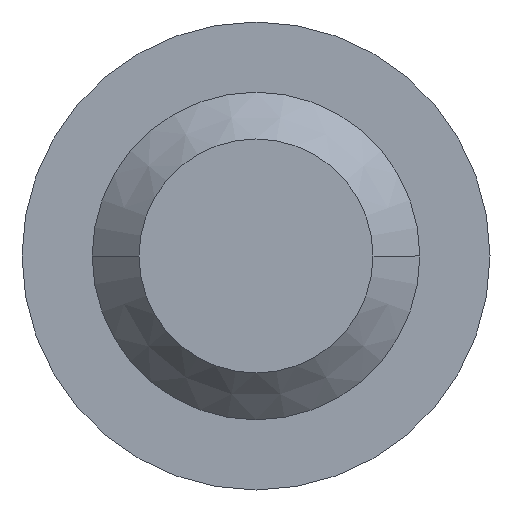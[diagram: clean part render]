
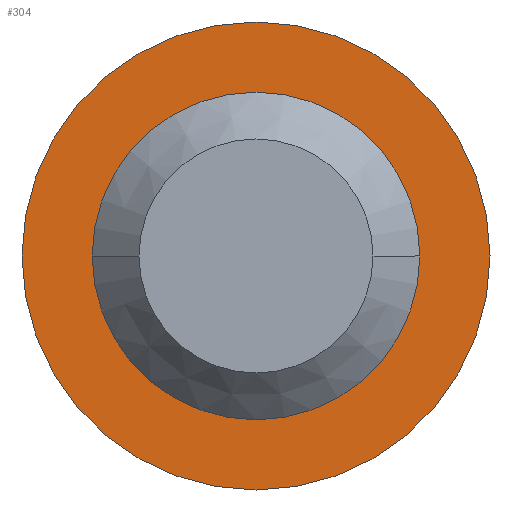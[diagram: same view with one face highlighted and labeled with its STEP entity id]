
A CAD part, left-side view. The second image highlights one B-rep face of the part: STEP entity #304.
In plain terms, the highlighted planar face has unit normal (-1, 0, 0).
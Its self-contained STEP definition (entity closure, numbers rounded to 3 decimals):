
#133=CARTESIAN_POINT('Vertex',(-20.,3.5,0.)) ;
#140=CARTESIAN_POINT('Vertex',(-20.,-3.5,0.)) ;
#143=CARTESIAN_POINT('Axis2P3D Location',(-20.,0.,0.)) ;
#155=CARTESIAN_POINT('Axis2P3D Location',(-20.,0.,0.)) ;
#277=CARTESIAN_POINT('Axis2P3D Location',(-20.,0.,0.)) ;
#282=CARTESIAN_POINT('Axis2P3D Location',(-20.,0.,0.)) ;
#286=CARTESIAN_POINT('Vertex',(-20.,-5.,0.)) ;
#288=CARTESIAN_POINT('Vertex',(-20.,5.,0.)) ;
#291=CARTESIAN_POINT('Axis2P3D Location',(-20.,0.,0.)) ;
#144=DIRECTION('Axis2P3D Direction',(1.,0.,0.)) ;
#156=DIRECTION('Axis2P3D Direction',(1.,0.,0.)) ;
#278=DIRECTION('Axis2P3D Direction',(1.,0.,0.)) ;
#279=DIRECTION('Axis2P3D XDirection',(0.,1.,0.)) ;
#283=DIRECTION('Axis2P3D Direction',(1.,0.,0.)) ;
#292=DIRECTION('Axis2P3D Direction',(1.,0.,0.)) ;
#145=AXIS2_PLACEMENT_3D('Circle Axis2P3D',#143,#144,$) ;
#157=AXIS2_PLACEMENT_3D('Circle Axis2P3D',#155,#156,$) ;
#280=AXIS2_PLACEMENT_3D('Plane Axis2P3D',#277,#278,#279) ;
#284=AXIS2_PLACEMENT_3D('Circle Axis2P3D',#282,#283,$) ;
#293=AXIS2_PLACEMENT_3D('Circle Axis2P3D',#291,#292,$) ;
#297=ORIENTED_EDGE('',*,*,#290,.F.) ;
#298=ORIENTED_EDGE('',*,*,#295,.F.) ;
#301=ORIENTED_EDGE('',*,*,#159,.T.) ;
#302=ORIENTED_EDGE('',*,*,#147,.T.) ;
#303=FACE_BOUND('',#300,.T.) ;
#304=ADVANCED_FACE('Corps principal',(#299,#303),#281,.F.) ;
#146=CIRCLE('generated circle',#145,3.5) ;
#158=CIRCLE('generated circle',#157,3.5) ;
#285=CIRCLE('generated circle',#284,5.) ;
#294=CIRCLE('generated circle',#293,5.) ;
#147=EDGE_CURVE('',#134,#141,#146,.T.) ;
#159=EDGE_CURVE('',#141,#134,#158,.T.) ;
#290=EDGE_CURVE('',#287,#289,#285,.T.) ;
#295=EDGE_CURVE('',#289,#287,#294,.T.) ;
#296=EDGE_LOOP('',(#297,#298)) ;
#300=EDGE_LOOP('',(#301,#302)) ;
#299=FACE_OUTER_BOUND('',#296,.T.) ;
#281=PLANE('',#280) ;
#134=VERTEX_POINT('',#133) ;
#141=VERTEX_POINT('',#140) ;
#287=VERTEX_POINT('',#286) ;
#289=VERTEX_POINT('',#288) ;
